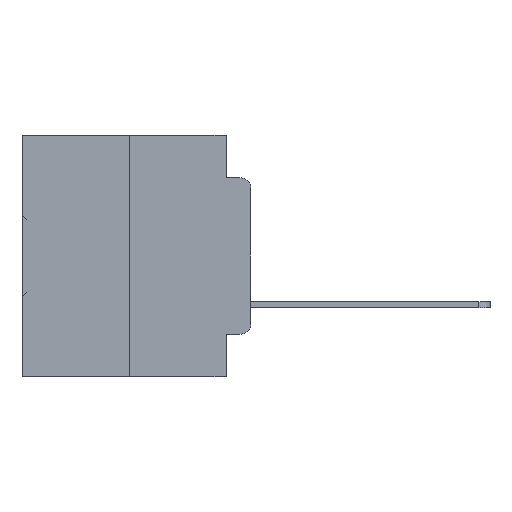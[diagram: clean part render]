
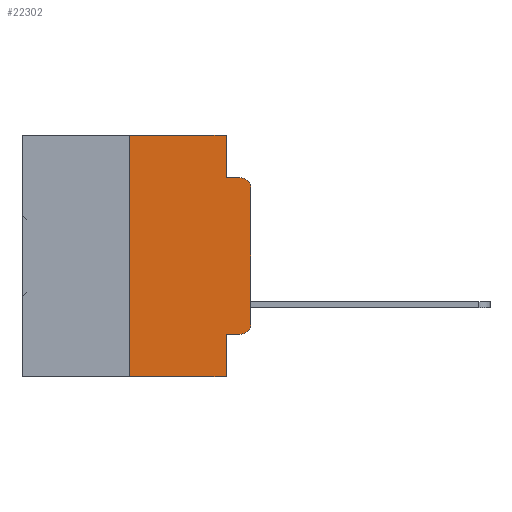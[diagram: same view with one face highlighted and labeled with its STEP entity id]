
A CAD part, left-side view. The second image highlights one B-rep face of the part: STEP entity #22302.
In plain terms, the highlighted planar face has unit normal (-1, 0, 0).
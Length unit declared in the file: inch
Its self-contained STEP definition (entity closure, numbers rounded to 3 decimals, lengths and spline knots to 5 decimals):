
#433 = CARTESIAN_POINT ( 'NONE',  ( 0., 0.051, -0.4115 ) ) ;
#1753 = CIRCLE ( 'NONE', #23065, 0.02 ) ;
#1815 = LINE ( 'NONE', #36200, #32200 ) ;
#2048 = VERTEX_POINT ( 'NONE', #11717 ) ;
#2326 = VECTOR ( 'NONE', #26696, 39.37008 ) ;
#2332 = ORIENTED_EDGE ( 'NONE', *, *, #21541, .F. ) ;
#2900 = EDGE_CURVE ( 'NONE', #7499, #2048, #9819, .T. ) ;
#3005 = AXIS2_PLACEMENT_3D ( 'NONE', #17900, #37605, #20892 ) ;
#3084 = CARTESIAN_POINT ( 'NONE',  ( 0., 0.02, -0.0885 ) ) ;
#3867 = CARTESIAN_POINT ( 'NONE',  ( 0., 0., -0.1085 ) ) ;
#4250 = EDGE_CURVE ( 'NONE', #27775, #19988, #34617, .T. ) ;
#4948 = CARTESIAN_POINT ( 'NONE',  ( 0., 0.473, -0.5 ) ) ;
#6176 = ORIENTED_EDGE ( 'NONE', *, *, #6971, .F. ) ;
#6971 = EDGE_CURVE ( 'NONE', #7499, #36323, #29400, .T. ) ;
#7003 = VERTEX_POINT ( 'NONE', #7530 ) ;
#7499 = VERTEX_POINT ( 'NONE', #433 ) ;
#7530 = CARTESIAN_POINT ( 'NONE',  ( 0., 0.051, 0. ) ) ;
#7679 = DIRECTION ( 'NONE',  ( -1., 0., 0. ) ) ;
#8244 = CARTESIAN_POINT ( 'NONE',  ( 0., 0., -0.3915 ) ) ;
#8444 = ORIENTED_EDGE ( 'NONE', *, *, #4250, .F. ) ;
#9819 = LINE ( 'NONE', #15844, #24745 ) ;
#10380 = LINE ( 'NONE', #37556, #2326 ) ;
#10522 = CARTESIAN_POINT ( 'NONE',  ( 0., 0.051, -0.5 ) ) ;
#11407 = VERTEX_POINT ( 'NONE', #23578 ) ;
#11717 = CARTESIAN_POINT ( 'NONE',  ( 0., 0.02, -0.4115 ) ) ;
#11852 = PLANE ( 'NONE',  #3005 ) ;
#12207 = ORIENTED_EDGE ( 'NONE', *, *, #24961, .F. ) ;
#12332 = VECTOR ( 'NONE', #20922, 39.37008 ) ;
#12504 = CARTESIAN_POINT ( 'NONE',  ( 0., 0.02, -0.3915 ) ) ;
#12956 = AXIS2_PLACEMENT_3D ( 'NONE', #25511, #7679, #28384 ) ;
#13279 = VERTEX_POINT ( 'NONE', #24054 ) ;
#13407 = DIRECTION ( 'NONE',  ( 0., 0., -1. ) ) ;
#14235 = VERTEX_POINT ( 'NONE', #3867 ) ;
#15044 = ORIENTED_EDGE ( 'NONE', *, *, #2900, .T. ) ;
#15353 = LINE ( 'NONE', #4948, #22408 ) ;
#15526 = DIRECTION ( 'NONE',  ( 0., 0., -1. ) ) ;
#15734 = VECTOR ( 'NONE', #17056, 39.37008 ) ;
#15844 = CARTESIAN_POINT ( 'NONE',  ( 0., 0.051, -0.4115 ) ) ;
#17056 = DIRECTION ( 'NONE',  ( 0., -1., 0. ) ) ;
#17078 = CARTESIAN_POINT ( 'NONE',  ( 0., 0.051, -0.0885 ) ) ;
#17900 = CARTESIAN_POINT ( 'NONE',  ( 0., 0.473, 0. ) ) ;
#17938 = CARTESIAN_POINT ( 'NONE',  ( 0., 0.051, 0. ) ) ;
#18842 = ORIENTED_EDGE ( 'NONE', *, *, #31255, .T. ) ;
#19514 = FACE_OUTER_BOUND ( 'NONE', #23061, .T. ) ;
#19749 = ORIENTED_EDGE ( 'NONE', *, *, #28067, .T. ) ;
#19988 = VERTEX_POINT ( 'NONE', #3084 ) ;
#20092 = DIRECTION ( 'NONE',  ( 0., -1., 0. ) ) ;
#20892 = DIRECTION ( 'NONE',  ( 0., 0., -1. ) ) ;
#20922 = DIRECTION ( 'NONE',  ( 0., 0., -1. ) ) ;
#21316 = CARTESIAN_POINT ( 'NONE',  ( 0., 0.051, -0.0885 ) ) ;
#21541 = EDGE_CURVE ( 'NONE', #11407, #7003, #22765, .T. ) ;
#21772 = VECTOR ( 'NONE', #13407, 39.37008 ) ;
#22302 = ADVANCED_FACE ( 'NONE', ( #19514 ), #11852, .F. ) ;
#22408 = VECTOR ( 'NONE', #25608, 39.37008 ) ;
#22765 = LINE ( 'NONE', #25812, #15734 ) ;
#23061 = EDGE_LOOP ( 'NONE', ( #32205, #19749, #8444, #25262, #2332, #12207, #27947, #6176, #15044, #18842 ) ) ;
#23065 = AXIS2_PLACEMENT_3D ( 'NONE', #12504, #32793, #15526 ) ;
#23578 = CARTESIAN_POINT ( 'NONE',  ( 0., 0.25, 0. ) ) ;
#24054 = CARTESIAN_POINT ( 'NONE',  ( 0., 0.25, -0.5 ) ) ;
#24745 = VECTOR ( 'NONE', #30315, 39.37008 ) ;
#24961 = EDGE_CURVE ( 'NONE', #13279, #11407, #10380, .T. ) ;
#25256 = CARTESIAN_POINT ( 'NONE',  ( 0., 0.051, 0. ) ) ;
#25262 = ORIENTED_EDGE ( 'NONE', *, *, #26872, .F. ) ;
#25511 = CARTESIAN_POINT ( 'NONE',  ( 0., 0.02, -0.1085 ) ) ;
#25608 = DIRECTION ( 'NONE',  ( 0., -1., 0. ) ) ;
#25812 = CARTESIAN_POINT ( 'NONE',  ( 0., 0.473, 0. ) ) ;
#26632 = CIRCLE ( 'NONE', #12956, 0.02 ) ;
#26696 = DIRECTION ( 'NONE',  ( 0., 0., 1. ) ) ;
#26872 = EDGE_CURVE ( 'NONE', #7003, #27775, #29797, .T. ) ;
#27325 = VECTOR ( 'NONE', #20092, 39.37008 ) ;
#27775 = VERTEX_POINT ( 'NONE', #21316 ) ;
#27947 = ORIENTED_EDGE ( 'NONE', *, *, #35651, .T. ) ;
#27974 = DIRECTION ( 'NONE',  ( 0., 0., 1. ) ) ;
#28067 = EDGE_CURVE ( 'NONE', #14235, #19988, #26632, .T. ) ;
#28384 = DIRECTION ( 'NONE',  ( 0., 0., -1. ) ) ;
#29400 = LINE ( 'NONE', #25256, #21772 ) ;
#29797 = LINE ( 'NONE', #17938, #12332 ) ;
#30315 = DIRECTION ( 'NONE',  ( 0., -1., 0. ) ) ;
#31255 = EDGE_CURVE ( 'NONE', #2048, #36474, #1753, .T. ) ;
#31731 = EDGE_CURVE ( 'NONE', #36474, #14235, #1815, .T. ) ;
#32200 = VECTOR ( 'NONE', #27974, 39.37008 ) ;
#32205 = ORIENTED_EDGE ( 'NONE', *, *, #31731, .T. ) ;
#32793 = DIRECTION ( 'NONE',  ( -1., 0., 0. ) ) ;
#34617 = LINE ( 'NONE', #17078, #27325 ) ;
#35651 = EDGE_CURVE ( 'NONE', #13279, #36323, #15353, .T. ) ;
#36200 = CARTESIAN_POINT ( 'NONE',  ( 0., 0., 0. ) ) ;
#36323 = VERTEX_POINT ( 'NONE', #10522 ) ;
#36474 = VERTEX_POINT ( 'NONE', #8244 ) ;
#37556 = CARTESIAN_POINT ( 'NONE',  ( 0., 0.25, 0. ) ) ;
#37605 = DIRECTION ( 'NONE',  ( 1., 0., 0. ) ) ;
